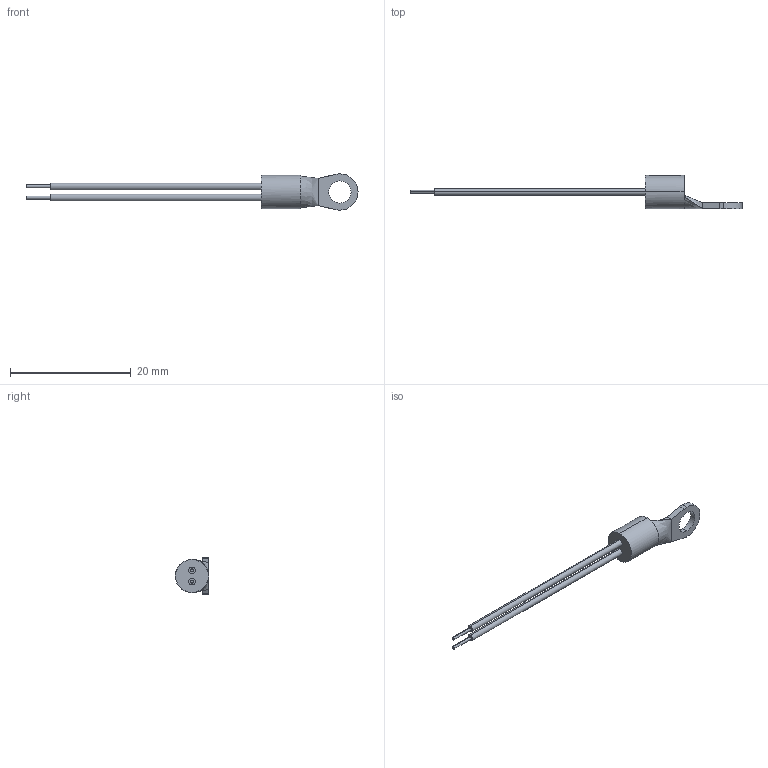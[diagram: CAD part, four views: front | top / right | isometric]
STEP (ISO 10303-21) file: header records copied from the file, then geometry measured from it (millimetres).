
FILE_DESCRIPTION (( 'STEP AP214' ), '1' );
FILE_NAME ('NTCALUG01A103J Thermistor Sensor ring lug Vishay.STEP', '2012-04-03T13:44:02', ( 'Vishay Intertechnology, Inc.' ), ( 'Vishay Intertechnology, Inc.' ), 'SwSTEP 2.0', 'SolidWorks 2012', '' );
FILE_SCHEMA (( 'AUTOMOTIVE_DESIGN' ));
Length unit declared in the file: millimetre
Products named in the file (1): NTCALUG01A103J Thermistor Sensor ring lug Vishay
Bounding box: 55 x 5.5 x 6 mm (x, y, z)
Volume: 256.7 mm3; surface area: 515.5 mm2
Topology: 1 solids, 1 shells, 81 faces, 451 edges, 422 vertices
Faces by surface type: cylinder 63, plane 10, bspline 8
Entity records: 6295 total; most frequent: CARTESIAN_POINT 2719, ORIENTED_EDGE 898, EDGE_CURVE 449, VERTEX_POINT 422, DIRECTION 389, B_SPLINE_CURVE_WITH_KNOTS 284, AXIS2_PLACEMENT_3D 150, EDGE_LOOP 135
